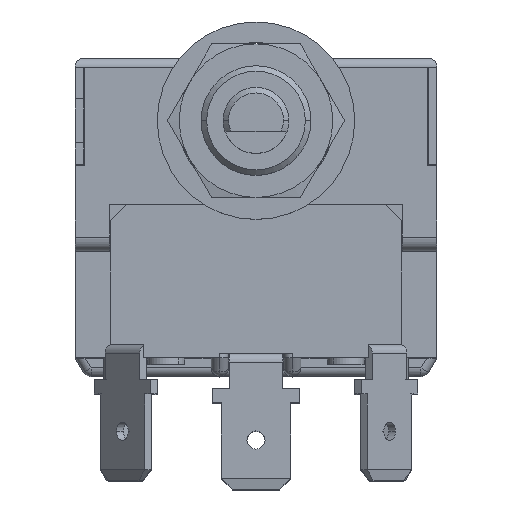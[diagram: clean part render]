
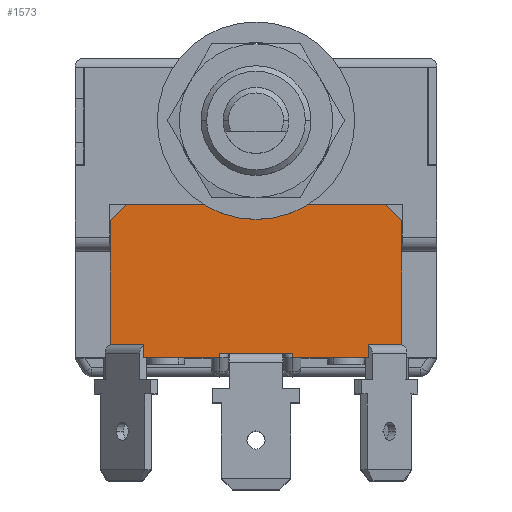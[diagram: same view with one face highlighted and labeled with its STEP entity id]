
A CAD part, top view. The second image highlights one B-rep face of the part: STEP entity #1573.
In plain terms, the highlighted planar face has unit normal (0, 0, 1).
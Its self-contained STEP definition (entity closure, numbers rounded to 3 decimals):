
#129 = DIRECTION ( 'NONE',  ( 0.707, 0.707, 0. ) ) ;
#174 = VERTEX_POINT ( 'NONE', #9438 ) ;
#202 = ORIENTED_EDGE ( 'NONE', *, *, #9064, .T. ) ;
#590 = DIRECTION ( 'NONE',  ( -1., 0., 0. ) ) ;
#663 = DIRECTION ( 'NONE',  ( -1., 0., 0. ) ) ;
#980 = DIRECTION ( 'NONE',  ( -1., 0., 0. ) ) ;
#1023 = VERTEX_POINT ( 'NONE', #12587 ) ;
#1442 = CARTESIAN_POINT ( 'NONE',  ( -3.3, -17.1, 18.2 ) ) ;
#1573 = ADVANCED_FACE ( 'NONE', ( #8568 ), #11207, .F. ) ;
#1812 = AXIS2_PLACEMENT_3D ( 'NONE', #10269, #4903, #590 ) ;
#1997 = VECTOR ( 'NONE', #3161, 1000. ) ;
#2016 = CARTESIAN_POINT ( 'NONE',  ( -10.246, -16.3, 18.2 ) ) ;
#2198 = EDGE_CURVE ( 'NONE', #12966, #11363, #8987, .T. ) ;
#2205 = LINE ( 'NONE', #9344, #3550 ) ;
#2311 = EDGE_CURVE ( 'NONE', #6734, #11822, #10363, .T. ) ;
#2634 = LINE ( 'NONE', #6249, #6054 ) ;
#2740 = LINE ( 'NONE', #13099, #11030 ) ;
#2928 = LINE ( 'NONE', #4623, #8695 ) ;
#3013 = ORIENTED_EDGE ( 'NONE', *, *, #8064, .T. ) ;
#3161 = DIRECTION ( 'NONE',  ( 1., 0., 0. ) ) ;
#3550 = VECTOR ( 'NONE', #3944, 1000. ) ;
#3821 = LINE ( 'NONE', #7516, #13102 ) ;
#3868 = VECTOR ( 'NONE', #6730, 1000. ) ;
#3944 = DIRECTION ( 'NONE',  ( -1., 0., 0. ) ) ;
#3993 = DIRECTION ( 'NONE',  ( -0.707, 0.707, 0. ) ) ;
#4100 = VECTOR ( 'NONE', #9382, 1000. ) ;
#4166 = VECTOR ( 'NONE', #13932, 1000. ) ;
#4214 = VERTEX_POINT ( 'NONE', #6870 ) ;
#4244 = CARTESIAN_POINT ( 'NONE',  ( 3.3, -17.1, 18.2 ) ) ;
#4352 = CARTESIAN_POINT ( 'NONE',  ( -10.246, -16.3, 18.2 ) ) ;
#4457 = EDGE_CURVE ( 'NONE', #7952, #12966, #8278, .T. ) ;
#4623 = CARTESIAN_POINT ( 'NONE',  ( -11.8, -3.5, 18.2 ) ) ;
#4782 = EDGE_CURVE ( 'NONE', #174, #7460, #8938, .T. ) ;
#4903 = DIRECTION ( 'NONE',  ( 0., 0., -1. ) ) ;
#4964 = LINE ( 'NONE', #7351, #4100 ) ;
#5088 = VECTOR ( 'NONE', #663, 1000. ) ;
#5137 = CARTESIAN_POINT ( 'NONE',  ( 13.3, -17.5, 18.2 ) ) ;
#5466 = CARTESIAN_POINT ( 'NONE',  ( 0., -17.5, 18.2 ) ) ;
#5615 = ORIENTED_EDGE ( 'NONE', *, *, #2198, .F. ) ;
#5783 = CARTESIAN_POINT ( 'NONE',  ( 10.246, -16.3, 18.2 ) ) ;
#5938 = LINE ( 'NONE', #2016, #1997 ) ;
#6027 = CARTESIAN_POINT ( 'NONE',  ( 13.3, -5., 18.2 ) ) ;
#6054 = VECTOR ( 'NONE', #980, 1000. ) ;
#6078 = VERTEX_POINT ( 'NONE', #10271 ) ;
#6094 = VERTEX_POINT ( 'NONE', #12575 ) ;
#6249 = CARTESIAN_POINT ( 'NONE',  ( 0., -3.5, 18.2 ) ) ;
#6309 = CARTESIAN_POINT ( 'NONE',  ( -10.246, -17.5, 18.2 ) ) ;
#6494 = CARTESIAN_POINT ( 'NONE',  ( -13.3, -17.5, 18.2 ) ) ;
#6586 = DIRECTION ( 'NONE',  ( 1., 0., 0. ) ) ;
#6730 = DIRECTION ( 'NONE',  ( 0., -1., 0. ) ) ;
#6734 = VERTEX_POINT ( 'NONE', #8204 ) ;
#6741 = VERTEX_POINT ( 'NONE', #13623 ) ;
#6783 = EDGE_CURVE ( 'NONE', #11822, #6078, #7527, .T. ) ;
#6870 = CARTESIAN_POINT ( 'NONE',  ( -11.8, -3.5, 18.2 ) ) ;
#6917 = ORIENTED_EDGE ( 'NONE', *, *, #6783, .T. ) ;
#7227 = CARTESIAN_POINT ( 'NONE',  ( 11.8, -3.5, 18.2 ) ) ;
#7270 = CARTESIAN_POINT ( 'NONE',  ( -3.3, -17.5, 18.2 ) ) ;
#7304 = DIRECTION ( 'NONE',  ( 0., 1., 0. ) ) ;
#7351 = CARTESIAN_POINT ( 'NONE',  ( 10.246, -16.3, 18.2 ) ) ;
#7422 = ORIENTED_EDGE ( 'NONE', *, *, #4782, .T. ) ;
#7460 = VERTEX_POINT ( 'NONE', #6309 ) ;
#7516 = CARTESIAN_POINT ( 'NONE',  ( 3.3, -17.1, 18.2 ) ) ;
#7527 = LINE ( 'NONE', #7227, #13250 ) ;
#7616 = ORIENTED_EDGE ( 'NONE', *, *, #12894, .T. ) ;
#7651 = DIRECTION ( 'NONE',  ( 0., -1., 0. ) ) ;
#7691 = ORIENTED_EDGE ( 'NONE', *, *, #8395, .F. ) ;
#7703 = EDGE_LOOP ( 'NONE', ( #9326, #8810, #7616, #7691, #11606, #13361, #6917, #202, #10979, #7850, #12926, #7422, #3013, #5615 ) ) ;
#7850 = ORIENTED_EDGE ( 'NONE', *, *, #8496, .F. ) ;
#7900 = LINE ( 'NONE', #6494, #4166 ) ;
#7952 = VERTEX_POINT ( 'NONE', #4244 ) ;
#8064 = EDGE_CURVE ( 'NONE', #7460, #11363, #2740, .T. ) ;
#8204 = CARTESIAN_POINT ( 'NONE',  ( 13.3, -16.3, 18.2 ) ) ;
#8278 = LINE ( 'NONE', #10581, #5088 ) ;
#8395 = EDGE_CURVE ( 'NONE', #9313, #1023, #4964, .T. ) ;
#8496 = EDGE_CURVE ( 'NONE', #6741, #11189, #7900, .T. ) ;
#8568 = FACE_OUTER_BOUND ( 'NONE', #7703, .T. ) ;
#8695 = VECTOR ( 'NONE', #129, 1000. ) ;
#8810 = ORIENTED_EDGE ( 'NONE', *, *, #9580, .T. ) ;
#8938 = LINE ( 'NONE', #4352, #3868 ) ;
#8987 = LINE ( 'NONE', #13610, #12021 ) ;
#9064 = EDGE_CURVE ( 'NONE', #6078, #4214, #2634, .T. ) ;
#9313 = VERTEX_POINT ( 'NONE', #5783 ) ;
#9326 = ORIENTED_EDGE ( 'NONE', *, *, #4457, .F. ) ;
#9344 = CARTESIAN_POINT ( 'NONE',  ( 10.246, -16.3, 18.2 ) ) ;
#9382 = DIRECTION ( 'NONE',  ( 0., -1., 0. ) ) ;
#9438 = CARTESIAN_POINT ( 'NONE',  ( -10.246, -16.3, 18.2 ) ) ;
#9580 = EDGE_CURVE ( 'NONE', #7952, #6094, #3821, .T. ) ;
#10269 = CARTESIAN_POINT ( 'NONE',  ( 0., -3.5, 18.2 ) ) ;
#10271 = CARTESIAN_POINT ( 'NONE',  ( 11.8, -3.5, 18.2 ) ) ;
#10363 = LINE ( 'NONE', #5137, #12370 ) ;
#10425 = DIRECTION ( 'NONE',  ( 0., -1., 0. ) ) ;
#10518 = LINE ( 'NONE', #5466, #10691 ) ;
#10581 = CARTESIAN_POINT ( 'NONE',  ( 3.3, -17.1, 18.2 ) ) ;
#10691 = VECTOR ( 'NONE', #6586, 1000. ) ;
#10979 = ORIENTED_EDGE ( 'NONE', *, *, #11001, .F. ) ;
#11001 = EDGE_CURVE ( 'NONE', #11189, #4214, #2928, .T. ) ;
#11030 = VECTOR ( 'NONE', #12099, 1000. ) ;
#11189 = VERTEX_POINT ( 'NONE', #11312 ) ;
#11207 = PLANE ( 'NONE',  #1812 ) ;
#11312 = CARTESIAN_POINT ( 'NONE',  ( -13.3, -5., 18.2 ) ) ;
#11363 = VERTEX_POINT ( 'NONE', #7270 ) ;
#11606 = ORIENTED_EDGE ( 'NONE', *, *, #13577, .F. ) ;
#11822 = VERTEX_POINT ( 'NONE', #6027 ) ;
#12021 = VECTOR ( 'NONE', #10425, 1000. ) ;
#12099 = DIRECTION ( 'NONE',  ( 1., 0., 0. ) ) ;
#12370 = VECTOR ( 'NONE', #7304, 1000. ) ;
#12575 = CARTESIAN_POINT ( 'NONE',  ( 3.3, -17.5, 18.2 ) ) ;
#12587 = CARTESIAN_POINT ( 'NONE',  ( 10.246, -17.5, 18.2 ) ) ;
#12894 = EDGE_CURVE ( 'NONE', #6094, #1023, #10518, .T. ) ;
#12926 = ORIENTED_EDGE ( 'NONE', *, *, #13917, .T. ) ;
#12966 = VERTEX_POINT ( 'NONE', #1442 ) ;
#13099 = CARTESIAN_POINT ( 'NONE',  ( 0., -17.5, 18.2 ) ) ;
#13102 = VECTOR ( 'NONE', #7651, 1000. ) ;
#13250 = VECTOR ( 'NONE', #3993, 1000. ) ;
#13361 = ORIENTED_EDGE ( 'NONE', *, *, #2311, .T. ) ;
#13577 = EDGE_CURVE ( 'NONE', #6734, #9313, #2205, .T. ) ;
#13610 = CARTESIAN_POINT ( 'NONE',  ( -3.3, -17.1, 18.2 ) ) ;
#13623 = CARTESIAN_POINT ( 'NONE',  ( -13.3, -16.3, 18.2 ) ) ;
#13917 = EDGE_CURVE ( 'NONE', #6741, #174, #5938, .T. ) ;
#13932 = DIRECTION ( 'NONE',  ( 0., 1., 0. ) ) ;
